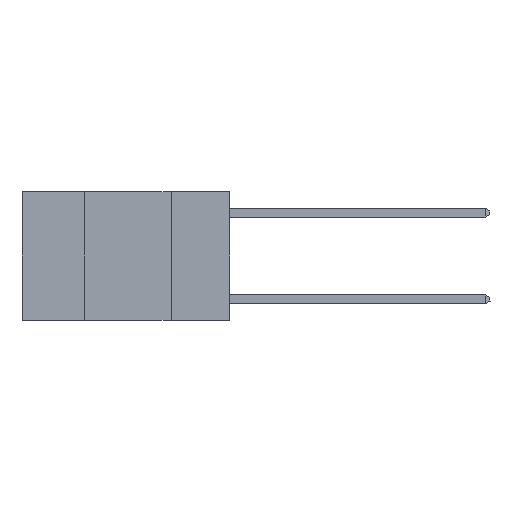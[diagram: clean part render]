
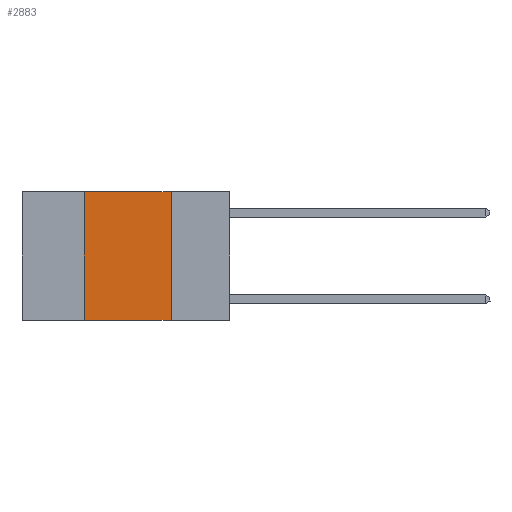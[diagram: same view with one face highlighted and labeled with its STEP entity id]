
A CAD part, left-side view. The second image highlights one B-rep face of the part: STEP entity #2883.
In plain terms, the highlighted planar face has unit normal (-1, 0, 0).
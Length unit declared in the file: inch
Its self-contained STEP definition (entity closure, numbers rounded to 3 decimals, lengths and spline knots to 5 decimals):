
#849 = VECTOR ( 'NONE', #3385, 39.37008 ) ;
#1283 = VERTEX_POINT ( 'NONE', #10776 ) ;
#2883 = ADVANCED_FACE ( 'NONE', ( #5375 ), #8933, .F. ) ;
#3385 = DIRECTION ( 'NONE',  ( 0., -1., 0. ) ) ;
#3717 = CARTESIAN_POINT ( 'NONE',  ( 0., 0.42, 0. ) ) ;
#4638 = VERTEX_POINT ( 'NONE', #7194 ) ;
#5112 = DIRECTION ( 'NONE',  ( 0., 0., 1. ) ) ;
#5208 = CARTESIAN_POINT ( 'NONE',  ( 0., 0.17, -0.37 ) ) ;
#5260 = VECTOR ( 'NONE', #17515, 39.37008 ) ;
#5375 = FACE_OUTER_BOUND ( 'NONE', #6414, .T. ) ;
#5391 = VECTOR ( 'NONE', #5112, 39.37008 ) ;
#5632 = LINE ( 'NONE', #14744, #9058 ) ;
#6414 = EDGE_LOOP ( 'NONE', ( #12173, #16091, #9242, #13092 ) ) ;
#7194 = CARTESIAN_POINT ( 'NONE',  ( 0., 0.17, 0. ) ) ;
#7846 = DIRECTION ( 'NONE',  ( 0., 0., -1. ) ) ;
#7891 = DIRECTION ( 'NONE',  ( 1., 0., 0. ) ) ;
#7986 = EDGE_CURVE ( 'NONE', #1283, #13443, #17008, .T. ) ;
#8499 = CARTESIAN_POINT ( 'NONE',  ( 0., 0.42, 0. ) ) ;
#8745 = CARTESIAN_POINT ( 'NONE',  ( 0., 0.6, 0. ) ) ;
#8826 = CARTESIAN_POINT ( 'NONE',  ( 0., 0.6, 0. ) ) ;
#8933 = PLANE ( 'NONE',  #17751 ) ;
#9058 = VECTOR ( 'NONE', #16237, 39.37008 ) ;
#9242 = ORIENTED_EDGE ( 'NONE', *, *, #7986, .F. ) ;
#10776 = CARTESIAN_POINT ( 'NONE',  ( 0., 0.42, -0.37 ) ) ;
#10991 = EDGE_CURVE ( 'NONE', #13443, #4638, #12978, .T. ) ;
#11481 = LINE ( 'NONE', #11988, #849 ) ;
#11988 = CARTESIAN_POINT ( 'NONE',  ( 0., 0.6, -0.37 ) ) ;
#12173 = ORIENTED_EDGE ( 'NONE', *, *, #12881, .F. ) ;
#12881 = EDGE_CURVE ( 'NONE', #4638, #17591, #5632, .T. ) ;
#12978 = LINE ( 'NONE', #8826, #5260 ) ;
#13092 = ORIENTED_EDGE ( 'NONE', *, *, #15225, .T. ) ;
#13443 = VERTEX_POINT ( 'NONE', #8499 ) ;
#14744 = CARTESIAN_POINT ( 'NONE',  ( 0., 0.17, 0. ) ) ;
#15225 = EDGE_CURVE ( 'NONE', #1283, #17591, #11481, .T. ) ;
#16091 = ORIENTED_EDGE ( 'NONE', *, *, #10991, .F. ) ;
#16237 = DIRECTION ( 'NONE',  ( 0., 0., -1. ) ) ;
#17008 = LINE ( 'NONE', #3717, #5391 ) ;
#17515 = DIRECTION ( 'NONE',  ( 0., -1., 0. ) ) ;
#17591 = VERTEX_POINT ( 'NONE', #5208 ) ;
#17751 = AXIS2_PLACEMENT_3D ( 'NONE', #8745, #7891, #7846 ) ;
